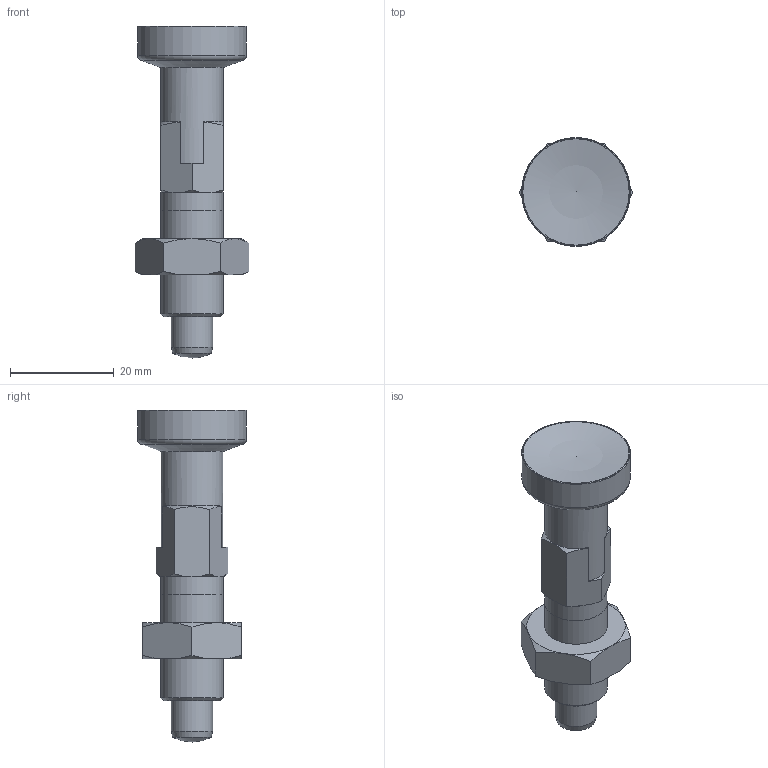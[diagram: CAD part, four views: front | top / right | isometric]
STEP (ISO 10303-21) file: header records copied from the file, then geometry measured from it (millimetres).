
FILE_DESCRIPTION( ( 'Unknown' ), '1' );
FILE_NAME( '7747086_PSAX_21_C.stp', 'Unknown', ( 'Unknown' ), ( 'Unknown' ), 'PSStep 14.0', 'Unknown', ' ' );
FILE_SCHEMA( ( 'AUTOMOTIVE_DESIGN { 1 0 10303 214 1 1 1 1 }' ) );
Length unit declared in the file: millimetre
Products named in the file (1): PSA21_stampato
Bounding box: 21.94 x 21 x 64 mm (x, y, z)
Volume: 9501.6 mm3; surface area: 3930.3 mm2
Topology: 1 solids, 2 shells, 75 faces, 184 edges, 115 vertices
Faces by surface type: plane 38, cone 25, cylinder 8, torus 2, sphere 2
Full cylindrical faces by diameter (mm): 8 x1, 12 x4, 21 x1
Entity records: 2782 total; most frequent: CARTESIAN_POINT 568, ORIENTED_EDGE 324, DIRECTION 314, EDGE_CURVE 162, AXIS2_PLACEMENT_3D 126, VERTEX_POINT 108, EDGE_LOOP 92, FACE_OUTER_BOUND 83
